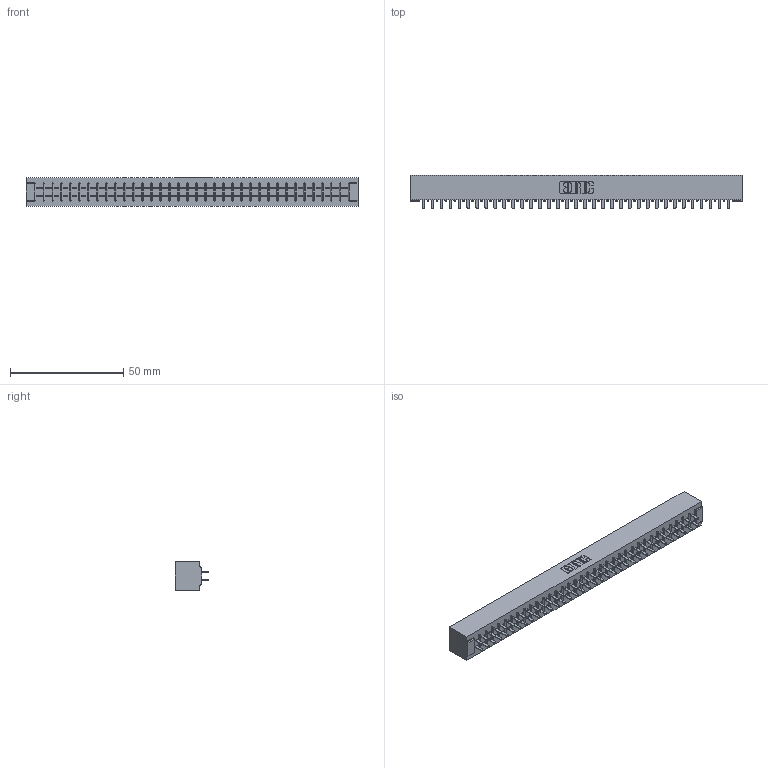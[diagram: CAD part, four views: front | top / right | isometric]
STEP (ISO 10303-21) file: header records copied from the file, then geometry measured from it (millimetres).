
FILE_DESCRIPTION (( 'STEP AP203' ), '1' );
FILE_NAME ('355-070-521-501.STEP', '2019-09-12T17:32:12', ( '' ), ( '' ), 'SwSTEP 2.0', 'SolidWorks 2016', '' );
FILE_SCHEMA (( 'CONFIG_CONTROL_DESIGN' ));
Length unit declared in the file: inch
Products named in the file (3): 305-290-001_521; 355-070-521-501; 305 Part_No Mounting
Assembly tree (71 placements, depth 2):
  355-070-521-501
    305 Part_No Mounting
    305-290-001_521  x70
Bounding box: 146.56 x 14.86 x 12.7 mm (x, y, z)
Volume: 15183.1 mm3; surface area: 20005.8 mm2
Topology: 71 solids, 71 shells, 3328 faces, 9497 edges, 6142 vertices
Faces by surface type: plane 1954, cylinder 1234, sphere 140
Entity records: 38350 total; most frequent: CARTESIAN_POINT 6343, ORIENTED_EDGE 6294, DIRECTION 6139, EDGE_CURVE 3147, VECTOR 2543, LINE 2543, VERTEX_POINT 2002, AXIS2_PLACEMENT_3D 1798
